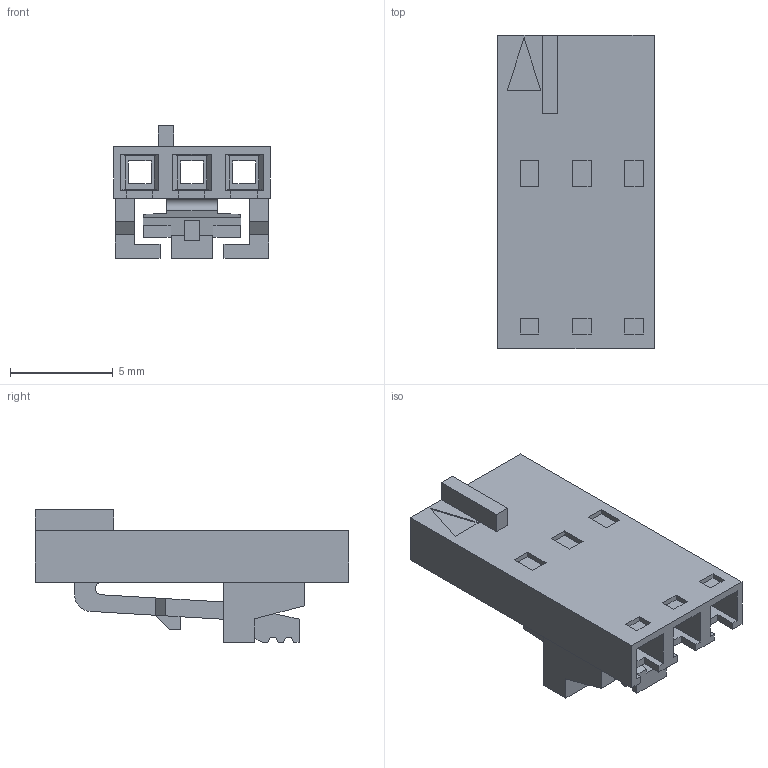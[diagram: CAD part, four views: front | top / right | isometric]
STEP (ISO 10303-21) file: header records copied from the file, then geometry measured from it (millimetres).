
FILE_DESCRIPTION((''),'2;1');
FILE_NAME('050579403','2021-01-28T',('gga'),(''),'PRO/ENGINEER BY PARAMETRIC TECHNOLOGY CORPORATION, 2016010','PRO/ENGINEER BY PARAMETRIC TECHNOLOGY CORPORATION, 2016010','');
FILE_SCHEMA(('CONFIG_CONTROL_DESIGN'));
Length unit declared in the file: inch
Products named in the file (1): 050579403
Bounding box: 7.59 x 15.24 x 6.45 mm (x, y, z)
Volume: 215.3 mm3; surface area: 814.7 mm2
Topology: 1 solids, 1 shells, 175 faces, 450 edges, 288 vertices
Faces by surface type: plane 173, cylinder 2
Entity records: 5216 total; most frequent: CARTESIAN_POINT 914, ORIENTED_EDGE 900, DIRECTION 806, EDGE_CURVE 450, VECTOR 446, LINE 446, VERTEX_POINT 288, EDGE_LOOP 192
